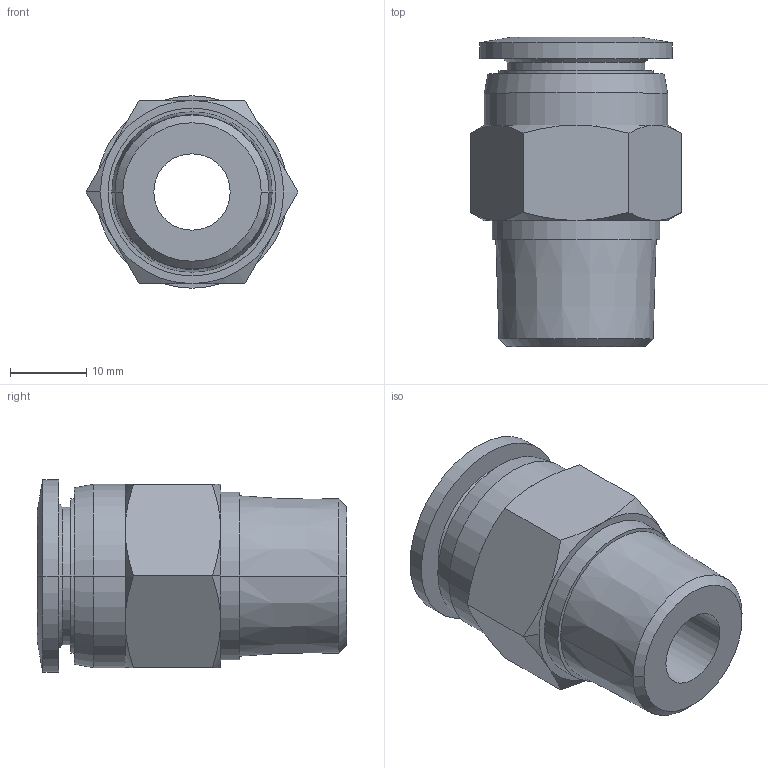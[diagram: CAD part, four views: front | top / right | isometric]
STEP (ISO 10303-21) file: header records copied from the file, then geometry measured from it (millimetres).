
FILE_DESCRIPTION (( 'STEP AP214' ), '1' );
FILE_NAME ('MS16M-12R.step', '2016-02-24T20:45:10', ( '' ), ( '' ), 'SwSTEP 2.0', 'SolidWorks 2015', '' );
FILE_SCHEMA (( 'AUTOMOTIVE_DESIGN' ));
Length unit declared in the file: inch
Products named in the file (1): MS16M-12R
Bounding box: 27.71 x 40.5 x 25.2 mm (x, y, z)
Volume: 10296.7 mm3; surface area: 5813.3 mm2
Topology: 1 solids, 1 shells, 53 faces, 115 edges, 69 vertices
Faces by surface type: cone 24, cylinder 14, plane 13, bspline 2
Entity records: 2271 total; most frequent: CARTESIAN_POINT 388, DIRECTION 254, ORIENTED_EDGE 230, EDGE_CURVE 115, AXIS2_PLACEMENT_3D 111, VERTEX_POINT 69, EDGE_LOOP 60, CIRCLE 59
